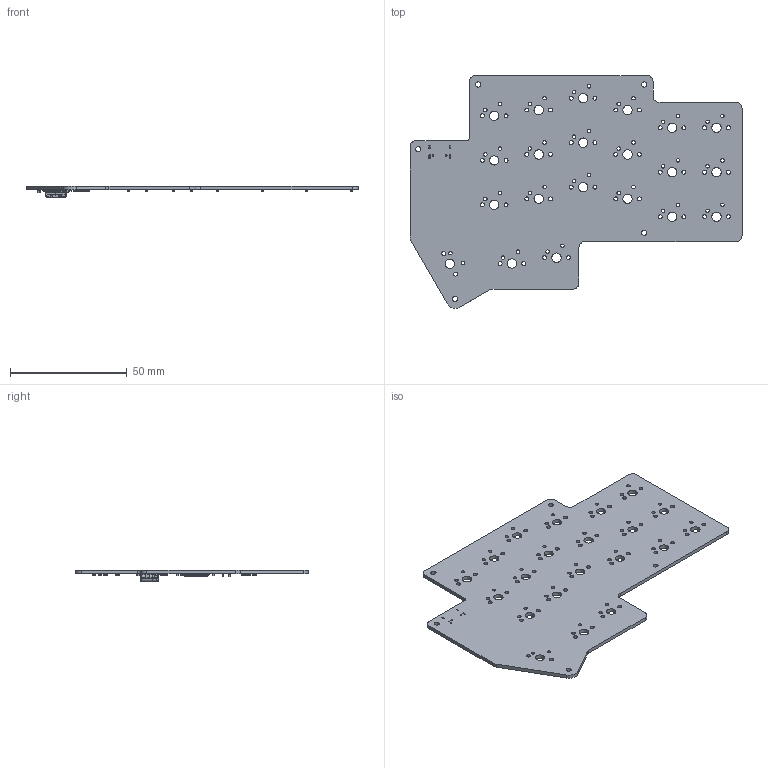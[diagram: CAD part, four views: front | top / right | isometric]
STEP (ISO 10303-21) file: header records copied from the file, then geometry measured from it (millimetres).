
FILE_DESCRIPTION(('KiCad electronic assembly'),'2;1');
FILE_NAME('keeb-rev1-mirror.step','2024-05-22T00:36:12',('Pcbnew'),( 'Kicad'),'Open CASCADE STEP processor 7.7','KiCad to STEP converter' ,'Unknown');
FILE_SCHEMA(('AUTOMOTIVE_DESIGN { 1 0 10303 214 1 1 1 1 }'));
Length unit declared in the file: millimetre
Products named in the file (16): keeb-rev1-mirror 1; C_0603_1608Metric; D_0603_1608Metric; D_0603; Crystal_SMD_Abracon_ABM8G-4Pin_3.2x2.5mm; R_0603_1608Metric; TQFP-44_10x10mm_P0.8mm; TQFP_44_10x10mm_P08mm; LED_0603_1608Metric; USB_C_Receptacle_GCT_USB4105-xx-A_16P_TopMnt_Horizontal; USB_C_Receptacle_16P_TopMnt_Horizontal_GCT_USB4105-xx-A; keeb-rev1-mirror_PCB
Assembly tree (51 placements, depth 3):
  keeb-rev1-mirror 1
    C_0603_1608Metric  x9
      C_0603_1608Metric
    D_0603_1608Metric  x21
      D_0603
    Crystal_SMD_Abracon_ABM8G-4Pin_3.2x2.5mm
      Crystal_SMD_Abracon_ABM8G-4Pin_3.2x2.5mm
    R_0603_1608Metric  x8
      R_0603_1608Metric
    TQFP-44_10x10mm_P0.8mm
      TQFP_44_10x10mm_P08mm
    LED_0603_1608Metric  x2
      LED_0603_1608Metric
    USB_C_Receptacle_GCT_USB4105-xx-A_16P_TopMnt_Horizontal
      USB_C_Receptacle_16P_TopMnt_Horizontal_GCT_USB4105-xx-A
    keeb-rev1-mirror_PCB
Bounding box: 142.24 x 99.72 x 4.96 mm (x, y, z)
Volume: 16184.5 mm3; surface area: 22906.6 mm2
Topology: 79 solids, 79 shells, 2911 faces, 7749 edges, 5030 vertices
Faces by surface type: plane 1884, cylinder 943, bspline 76, cone 8
Full cylindrical faces by diameter (mm): 0.5 x3, 0.65 x2, 1.5 x42, 1.7 x42, 2.2 x5, 4 x21
Entity records: 65478 total; most frequent: CARTESIAN_POINT 11866, ORIENTED_EDGE 8808, DIRECTION 8634, EDGE_CURVE 4404, LINE 3324, VECTOR 3324, VERTEX_POINT 2812, AXIS2_PLACEMENT_3D 2655
